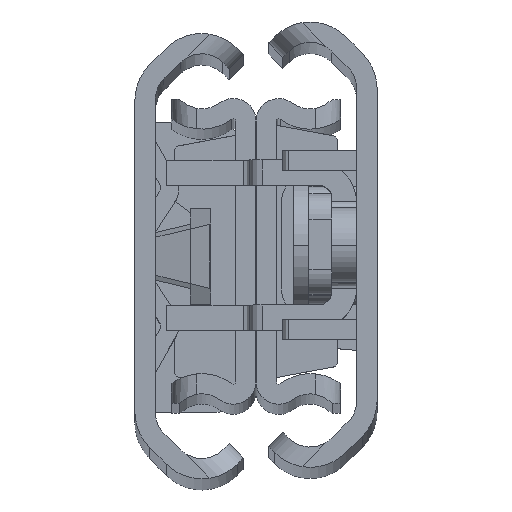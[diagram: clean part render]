
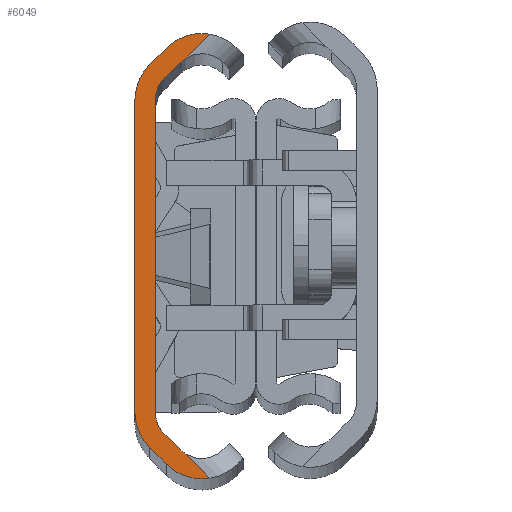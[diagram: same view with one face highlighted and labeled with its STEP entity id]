
A CAD part, top view. The second image highlights one B-rep face of the part: STEP entity #6049.
In plain terms, the highlighted planar face has unit normal (0, 0, 1).
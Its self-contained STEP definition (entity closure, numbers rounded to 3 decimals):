
#27 = DIRECTION ( 'NONE',  ( 1., 0., 0. ) ) ;
#112 = DIRECTION ( 'NONE',  ( 1., 0., 0. ) ) ;
#331 = CARTESIAN_POINT ( 'NONE',  ( 4., -12.342, 0. ) ) ;
#384 = LINE ( 'NONE', #11803, #9260 ) ;
#686 = DIRECTION ( 'NONE',  ( -0.707, 0.707, 0. ) ) ;
#738 = CARTESIAN_POINT ( 'NONE',  ( 4.061, 15.702, 0. ) ) ;
#753 = DIRECTION ( 'NONE',  ( 1., 0., 0. ) ) ;
#853 = EDGE_CURVE ( 'NONE', #11243, #12345, #384, .T. ) ;
#885 = VECTOR ( 'NONE', #686, 1000. ) ;
#963 = EDGE_CURVE ( 'NONE', #12345, #11051, #3352, .T. ) ;
#991 = EDGE_CURVE ( 'NONE', #1001, #1743, #5964, .T. ) ;
#1001 = VERTEX_POINT ( 'NONE', #12996 ) ;
#1054 = LINE ( 'NONE', #7299, #11732 ) ;
#1133 = CIRCLE ( 'NONE', #6230, 2.38 ) ;
#1249 = DIRECTION ( 'NONE',  ( 0., 1., 0. ) ) ;
#1345 = CARTESIAN_POINT ( 'NONE',  ( 3.617, -15.353, 0. ) ) ;
#1381 = CARTESIAN_POINT ( 'NONE',  ( 2.303, -14.039, 0. ) ) ;
#1467 = CARTESIAN_POINT ( 'NONE',  ( 1.172, -15.17, 0. ) ) ;
#1555 = AXIS2_PLACEMENT_3D ( 'NONE', #13008, #8971, #8908 ) ;
#1578 = CARTESIAN_POINT ( 'NONE',  ( 1.6, -12.342, 0. ) ) ;
#1650 = DIRECTION ( 'NONE',  ( 0.707, 0.707, 0. ) ) ;
#1736 = ORIENTED_EDGE ( 'NONE', *, *, #5726, .T. ) ;
#1743 = VERTEX_POINT ( 'NONE', #7403 ) ;
#1762 = CIRCLE ( 'NONE', #1555, 2.4 ) ;
#1763 = DIRECTION ( 'NONE',  ( 0., 0., -1. ) ) ;
#1822 = ORIENTED_EDGE ( 'NONE', *, *, #2464, .T. ) ;
#1835 = VECTOR ( 'NONE', #8252, 1000. ) ;
#2119 = DIRECTION ( 'NONE',  ( 0., 0., 1. ) ) ;
#2464 = EDGE_CURVE ( 'NONE', #11051, #6612, #12424, .T. ) ;
#2600 = LINE ( 'NONE', #1467, #12150 ) ;
#2731 = VECTOR ( 'NONE', #4809, 1000. ) ;
#2825 = LINE ( 'NONE', #10987, #2731 ) ;
#2925 = DIRECTION ( 'NONE',  ( 1., 0., 0. ) ) ;
#3000 = VERTEX_POINT ( 'NONE', #3668 ) ;
#3089 = CARTESIAN_POINT ( 'NONE',  ( 4.061, -15.702, 0. ) ) ;
#3299 = LINE ( 'NONE', #1381, #7196 ) ;
#3352 = CIRCLE ( 'NONE', #8876, 3.98 ) ;
#3405 = CARTESIAN_POINT ( 'NONE',  ( 2.486, 16.484, 0. ) ) ;
#3605 = ORIENTED_EDGE ( 'NONE', *, *, #13031, .T. ) ;
#3668 = CARTESIAN_POINT ( 'NONE',  ( 1.172, -15.17, 0. ) ) ;
#4085 = DIRECTION ( 'NONE',  ( 0., 0., 1. ) ) ;
#4381 = DIRECTION ( 'NONE',  ( 0., 0., 1. ) ) ;
#4407 = VECTOR ( 'NONE', #9019, 1000. ) ;
#4416 = EDGE_CURVE ( 'NONE', #9583, #3000, #5097, .T. ) ;
#4454 = DIRECTION ( 'NONE',  ( 0.707, -0.707, 0. ) ) ;
#4731 = CARTESIAN_POINT ( 'NONE',  ( 4., -12.342, 0. ) ) ;
#4746 = CARTESIAN_POINT ( 'NONE',  ( 5.3, 13.67, 0. ) ) ;
#4809 = DIRECTION ( 'NONE',  ( 0., -1., 0. ) ) ;
#4862 = DIRECTION ( 'NONE',  ( 1., 0., 0. ) ) ;
#4939 = LINE ( 'NONE', #9789, #885 ) ;
#5025 = CARTESIAN_POINT ( 'NONE',  ( 5.3, 13.67, 0. ) ) ;
#5049 = AXIS2_PLACEMENT_3D ( 'NONE', #6947, #4085, #27 ) ;
#5097 = CIRCLE ( 'NONE', #6806, 4. ) ;
#5376 = CARTESIAN_POINT ( 'NONE',  ( 4., 12.342, 0. ) ) ;
#5388 = ORIENTED_EDGE ( 'NONE', *, *, #12430, .T. ) ;
#5479 = AXIS2_PLACEMENT_3D ( 'NONE', #4746, #1763, #753 ) ;
#5492 = DIRECTION ( 'NONE',  ( -0.707, 0.707, 0. ) ) ;
#5658 = DIRECTION ( 'NONE',  ( 0., 0., -1. ) ) ;
#5726 = EDGE_CURVE ( 'NONE', #8063, #9740, #1133, .T. ) ;
#5833 = DIRECTION ( 'NONE',  ( 0., 0., 1. ) ) ;
#5874 = ORIENTED_EDGE ( 'NONE', *, *, #4416, .T. ) ;
#5964 = LINE ( 'NONE', #8954, #4407 ) ;
#5985 = EDGE_CURVE ( 'NONE', #3000, #6987, #2600, .T. ) ;
#6049 = ADVANCED_FACE ( 'NONE', ( #10704 ), #6712, .T. ) ;
#6109 = EDGE_CURVE ( 'NONE', #10457, #1001, #1762, .T. ) ;
#6230 = AXIS2_PLACEMENT_3D ( 'NONE', #6798, #9112, #4862 ) ;
#6263 = ORIENTED_EDGE ( 'NONE', *, *, #7620, .T. ) ;
#6291 = EDGE_CURVE ( 'NONE', #12647, #10457, #1054, .T. ) ;
#6333 = VERTEX_POINT ( 'NONE', #7228 ) ;
#6401 = CARTESIAN_POINT ( 'NONE',  ( 1.172, 15.17, 0. ) ) ;
#6442 = ORIENTED_EDGE ( 'NONE', *, *, #6291, .T. ) ;
#6612 = VERTEX_POINT ( 'NONE', #11009 ) ;
#6712 = PLANE ( 'NONE',  #12572 ) ;
#6747 = CARTESIAN_POINT ( 'NONE',  ( 2.486, -16.484, 0. ) ) ;
#6798 = CARTESIAN_POINT ( 'NONE',  ( 5.3, -13.67, 0. ) ) ;
#6806 = AXIS2_PLACEMENT_3D ( 'NONE', #4731, #12954, #2925 ) ;
#6947 = CARTESIAN_POINT ( 'NONE',  ( 5.3, -13.67, 0. ) ) ;
#6987 = VERTEX_POINT ( 'NONE', #6747 ) ;
#7003 = ORIENTED_EDGE ( 'NONE', *, *, #5985, .T. ) ;
#7196 = VECTOR ( 'NONE', #5492, 1000. ) ;
#7228 = CARTESIAN_POINT ( 'NONE',  ( 0., 12.342, 0. ) ) ;
#7299 = CARTESIAN_POINT ( 'NONE',  ( 1.6, 0., 0. ) ) ;
#7403 = CARTESIAN_POINT ( 'NONE',  ( 3.617, 15.353, 0. ) ) ;
#7620 = EDGE_CURVE ( 'NONE', #6612, #6333, #9273, .T. ) ;
#7736 = VERTEX_POINT ( 'NONE', #11486 ) ;
#7854 = DIRECTION ( 'NONE',  ( 1., 0., 0. ) ) ;
#8016 = VERTEX_POINT ( 'NONE', #9344 ) ;
#8063 = VERTEX_POINT ( 'NONE', #3089 ) ;
#8229 = CIRCLE ( 'NONE', #5479, 2.38 ) ;
#8252 = DIRECTION ( 'NONE',  ( -0.707, -0.707, 0. ) ) ;
#8367 = EDGE_CURVE ( 'NONE', #7736, #12647, #12917, .T. ) ;
#8446 = ORIENTED_EDGE ( 'NONE', *, *, #853, .T. ) ;
#8452 = ORIENTED_EDGE ( 'NONE', *, *, #10855, .T. ) ;
#8793 = CARTESIAN_POINT ( 'NONE',  ( 4., -12.342, 0. ) ) ;
#8873 = AXIS2_PLACEMENT_3D ( 'NONE', #8793, #5658, #7854 ) ;
#8876 = AXIS2_PLACEMENT_3D ( 'NONE', #5025, #5833, #10945 ) ;
#8908 = DIRECTION ( 'NONE',  ( 1., 0., 0. ) ) ;
#8954 = CARTESIAN_POINT ( 'NONE',  ( 2.303, 14.039, 0. ) ) ;
#8971 = DIRECTION ( 'NONE',  ( 0., 0., -1. ) ) ;
#9019 = DIRECTION ( 'NONE',  ( 0.707, 0.707, 0. ) ) ;
#9021 = ORIENTED_EDGE ( 'NONE', *, *, #8367, .T. ) ;
#9112 = DIRECTION ( 'NONE',  ( 0., 0., -1. ) ) ;
#9147 = EDGE_CURVE ( 'NONE', #6333, #9583, #2825, .T. ) ;
#9192 = CARTESIAN_POINT ( 'NONE',  ( 1.6, 12.342, 0. ) ) ;
#9260 = VECTOR ( 'NONE', #1650, 1000. ) ;
#9273 = CIRCLE ( 'NONE', #9697, 4. ) ;
#9344 = CARTESIAN_POINT ( 'NONE',  ( 5.955, -17.596, 0. ) ) ;
#9580 = ORIENTED_EDGE ( 'NONE', *, *, #12667, .T. ) ;
#9583 = VERTEX_POINT ( 'NONE', #9850 ) ;
#9697 = AXIS2_PLACEMENT_3D ( 'NONE', #5376, #2119, #112 ) ;
#9740 = VERTEX_POINT ( 'NONE', #1345 ) ;
#9760 = CIRCLE ( 'NONE', #5049, 3.98 ) ;
#9789 = CARTESIAN_POINT ( 'NONE',  ( 2.35, -13.991, 0. ) ) ;
#9850 = CARTESIAN_POINT ( 'NONE',  ( 0., -12.342, 0. ) ) ;
#10073 = CARTESIAN_POINT ( 'NONE',  ( 5.955, 17.596, 0. ) ) ;
#10187 = EDGE_LOOP ( 'NONE', ( #9580, #8452, #1736, #5388, #9021, #6442, #11741, #12180, #3605, #8446, #12136, #1822, #6263, #10934, #5874, #7003 ) ) ;
#10457 = VERTEX_POINT ( 'NONE', #9192 ) ;
#10704 = FACE_OUTER_BOUND ( 'NONE', #10187, .T. ) ;
#10855 = EDGE_CURVE ( 'NONE', #8016, #8063, #4939, .T. ) ;
#10934 = ORIENTED_EDGE ( 'NONE', *, *, #9147, .T. ) ;
#10945 = DIRECTION ( 'NONE',  ( 1., 0., 0. ) ) ;
#10987 = CARTESIAN_POINT ( 'NONE',  ( 0., 0., 0. ) ) ;
#11009 = CARTESIAN_POINT ( 'NONE',  ( 1.172, 15.17, 0. ) ) ;
#11051 = VERTEX_POINT ( 'NONE', #3405 ) ;
#11243 = VERTEX_POINT ( 'NONE', #738 ) ;
#11486 = CARTESIAN_POINT ( 'NONE',  ( 2.303, -14.039, 0. ) ) ;
#11732 = VECTOR ( 'NONE', #1249, 1000. ) ;
#11741 = ORIENTED_EDGE ( 'NONE', *, *, #6109, .T. ) ;
#11803 = CARTESIAN_POINT ( 'NONE',  ( -9.991, 1.65, 0. ) ) ;
#12136 = ORIENTED_EDGE ( 'NONE', *, *, #963, .T. ) ;
#12150 = VECTOR ( 'NONE', #4454, 1000. ) ;
#12180 = ORIENTED_EDGE ( 'NONE', *, *, #991, .T. ) ;
#12345 = VERTEX_POINT ( 'NONE', #10073 ) ;
#12424 = LINE ( 'NONE', #6401, #1835 ) ;
#12430 = EDGE_CURVE ( 'NONE', #9740, #7736, #3299, .T. ) ;
#12572 = AXIS2_PLACEMENT_3D ( 'NONE', #331, #4381, #12681 ) ;
#12647 = VERTEX_POINT ( 'NONE', #1578 ) ;
#12667 = EDGE_CURVE ( 'NONE', #6987, #8016, #9760, .T. ) ;
#12681 = DIRECTION ( 'NONE',  ( 1., 0., 0. ) ) ;
#12917 = CIRCLE ( 'NONE', #8873, 2.4 ) ;
#12954 = DIRECTION ( 'NONE',  ( 0., 0., 1. ) ) ;
#12996 = CARTESIAN_POINT ( 'NONE',  ( 2.303, 14.039, 0. ) ) ;
#13008 = CARTESIAN_POINT ( 'NONE',  ( 4., 12.342, 0. ) ) ;
#13031 = EDGE_CURVE ( 'NONE', #1743, #11243, #8229, .T. ) ;
